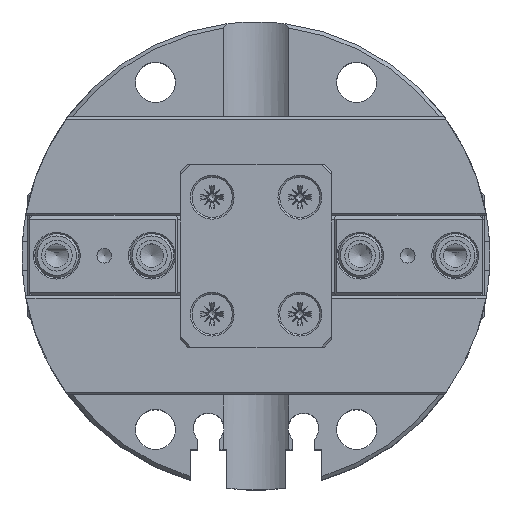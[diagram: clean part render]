
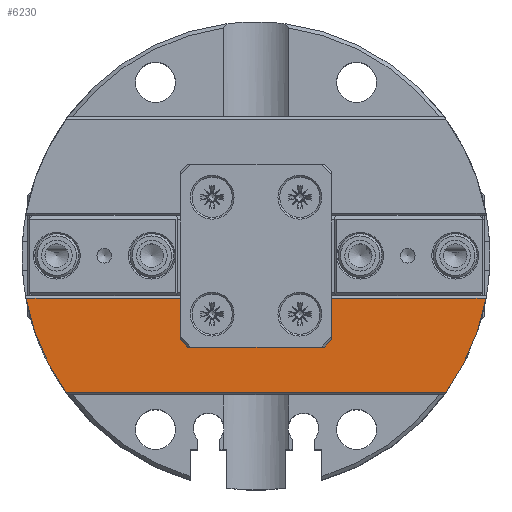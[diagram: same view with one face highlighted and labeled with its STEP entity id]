
A CAD part, top view. The second image highlights one B-rep face of the part: STEP entity #6230.
In plain terms, the highlighted planar face has unit normal (0, 0, 1).
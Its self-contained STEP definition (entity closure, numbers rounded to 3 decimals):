
#341=FACE_BOUND('',#1978,.T.);
#342=FACE_BOUND('',#1979,.T.);
#494=LINE('',#10287,#991);
#495=LINE('',#10289,#992);
#496=LINE('',#10290,#993);
#991=VECTOR('',#7871,10.);
#992=VECTOR('',#7874,10.);
#993=VECTOR('',#7875,10.);
#1399=PLANE('',#6890);
#1617=FACE_OUTER_BOUND('',#1977,.T.);
#1977=EDGE_LOOP('',(#4602,#4603,#4604,#4605,#4606,#4607));
#1978=EDGE_LOOP('',(#4608,#4609));
#1979=EDGE_LOOP('',(#4610,#4611));
#2331=CIRCLE('',#6752,32.);
#2346=CIRCLE('',#6777,32.);
#2410=CIRCLE('',#6886,6.);
#2411=CIRCLE('',#6891,1.75);
#2412=CIRCLE('',#6892,1.75);
#2413=CIRCLE('',#6893,1.75);
#2414=CIRCLE('',#6894,1.75);
#2696=VERTEX_POINT('',#9442);
#2697=VERTEX_POINT('',#9444);
#2744=VERTEX_POINT('',#9619);
#2745=VERTEX_POINT('',#9621);
#2872=VERTEX_POINT('',#10276);
#2873=VERTEX_POINT('',#10278);
#2875=VERTEX_POINT('',#10291);
#2876=VERTEX_POINT('',#10292);
#2877=VERTEX_POINT('',#10295);
#2878=VERTEX_POINT('',#10296);
#3337=EDGE_CURVE('',#2697,#2696,#2331,.T.);
#3385=EDGE_CURVE('',#2745,#2744,#2346,.T.);
#3559=EDGE_CURVE('',#2873,#2872,#2410,.T.);
#3564=EDGE_CURVE('',#2873,#2744,#494,.T.);
#3565=EDGE_CURVE('',#2697,#2872,#495,.T.);
#3566=EDGE_CURVE('',#2745,#2696,#496,.T.);
#3567=EDGE_CURVE('',#2875,#2876,#2411,.T.);
#3568=EDGE_CURVE('',#2876,#2875,#2412,.T.);
#3569=EDGE_CURVE('',#2877,#2878,#2413,.T.);
#3570=EDGE_CURVE('',#2878,#2877,#2414,.T.);
#4602=ORIENTED_EDGE('',*,*,#3564,.F.);
#4603=ORIENTED_EDGE('',*,*,#3559,.T.);
#4604=ORIENTED_EDGE('',*,*,#3565,.F.);
#4605=ORIENTED_EDGE('',*,*,#3337,.T.);
#4606=ORIENTED_EDGE('',*,*,#3566,.F.);
#4607=ORIENTED_EDGE('',*,*,#3385,.T.);
#4608=ORIENTED_EDGE('',*,*,#3567,.T.);
#4609=ORIENTED_EDGE('',*,*,#3568,.T.);
#4610=ORIENTED_EDGE('',*,*,#3569,.T.);
#4611=ORIENTED_EDGE('',*,*,#3570,.T.);
#6230=ADVANCED_FACE('',(#1617,#341,#342),#1399,.T.);
#6752=AXIS2_PLACEMENT_3D('',#9445,#7502,#7503);
#6777=AXIS2_PLACEMENT_3D('',#9622,#7566,#7567);
#6886=AXIS2_PLACEMENT_3D('',#10279,#7860,#7861);
#6890=AXIS2_PLACEMENT_3D('',#10288,#7872,#7873);
#6891=AXIS2_PLACEMENT_3D('',#10293,#7876,#7877);
#6892=AXIS2_PLACEMENT_3D('',#10294,#7878,#7879);
#6893=AXIS2_PLACEMENT_3D('',#10297,#7880,#7881);
#6894=AXIS2_PLACEMENT_3D('',#10298,#7882,#7883);
#7502=DIRECTION('center_axis',(0.,0.,1.));
#7503=DIRECTION('ref_axis',(-1.,0.,0.));
#7566=DIRECTION('center_axis',(0.,0.,1.));
#7567=DIRECTION('ref_axis',(-1.,0.,0.));
#7860=DIRECTION('center_axis',(0.,0.,-1.));
#7861=DIRECTION('ref_axis',(1.,0.,0.));
#7871=DIRECTION('',(1.,0.,0.));
#7872=DIRECTION('center_axis',(0.,0.,1.));
#7873=DIRECTION('ref_axis',(1.,0.,0.));
#7874=DIRECTION('',(1.,0.,0.));
#7875=DIRECTION('',(-1.,0.,0.));
#7876=DIRECTION('center_axis',(0.,0.,-1.));
#7877=DIRECTION('ref_axis',(1.,0.,0.));
#7878=DIRECTION('center_axis',(0.,0.,-1.));
#7879=DIRECTION('ref_axis',(1.,0.,0.));
#7880=DIRECTION('center_axis',(0.,0.,-1.));
#7881=DIRECTION('ref_axis',(1.,0.,0.));
#7882=DIRECTION('center_axis',(0.,0.,-1.));
#7883=DIRECTION('ref_axis',(1.,0.,0.));
#9442=CARTESIAN_POINT('',(-25.967,-18.7,46.));
#9444=CARTESIAN_POINT('',(-31.47,-5.8,46.));
#9445=CARTESIAN_POINT('Origin',(0.,0.,46.));
#9619=CARTESIAN_POINT('',(31.47,-5.8,46.));
#9621=CARTESIAN_POINT('',(25.967,-18.7,46.));
#9622=CARTESIAN_POINT('Origin',(0.,0.,46.));
#10276=CARTESIAN_POINT('',(-1.536,-5.8,46.));
#10278=CARTESIAN_POINT('',(1.536,-5.8,46.));
#10279=CARTESIAN_POINT('Origin',(0.,0.,46.));
#10287=CARTESIAN_POINT('',(0.,-5.8,46.));
#10288=CARTESIAN_POINT('Origin',(0.,0.,
46.));
#10289=CARTESIAN_POINT('',(0.,-5.8,46.));
#10290=CARTESIAN_POINT('',(-46.482,-18.7,46.));
#10291=CARTESIAN_POINT('',(-4.25,-8.,46.));
#10292=CARTESIAN_POINT('',(-7.75,-8.,46.));
#10293=CARTESIAN_POINT('Origin',(-6.,-8.,46.));
#10294=CARTESIAN_POINT('Origin',(-6.,-8.,46.));
#10295=CARTESIAN_POINT('',(7.75,-8.,46.));
#10296=CARTESIAN_POINT('',(4.25,-8.,46.));
#10297=CARTESIAN_POINT('Origin',(6.,-8.,46.));
#10298=CARTESIAN_POINT('Origin',(6.,-8.,46.));
